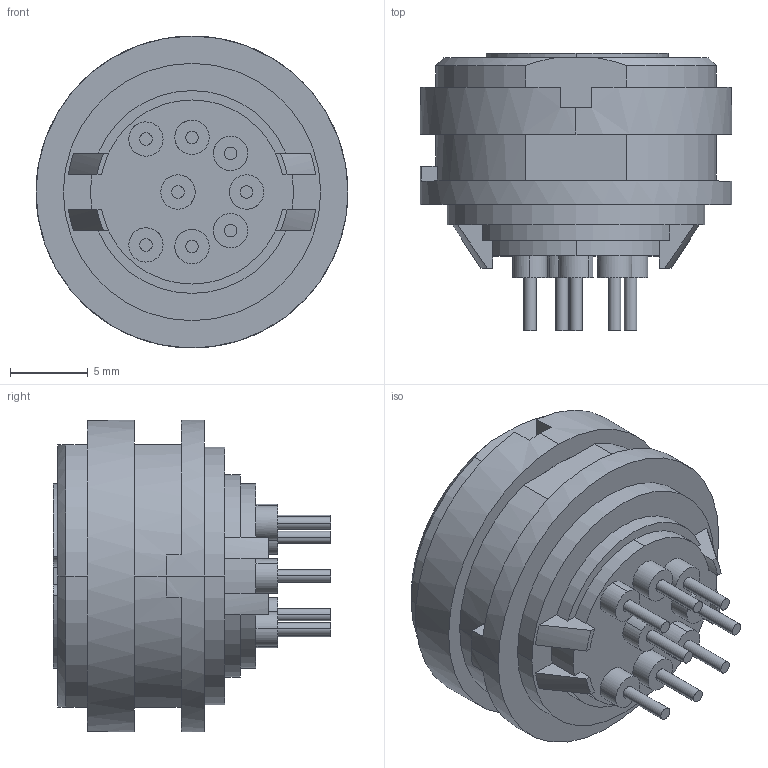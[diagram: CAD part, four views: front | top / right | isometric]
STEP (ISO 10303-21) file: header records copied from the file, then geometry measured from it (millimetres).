
FILE_DESCRIPTION(('CoCreate Modeling STEP Export'),'2;1');
FILE_NAME('model.stp','2010-07-15T15:04:50',(''),(''),'CoCreate Modeling STEP processor for AP214 (Solid Model)','CoCreate Modeling 16.00C 25-Feb-2009 (C) Parametric Technology GmbH','');
FILE_SCHEMA(('AUTOMOTIVE_DESIGN { 1 0 10303 214 1 1 1 1 }'));
Length unit declared in the file: millimetre
Products named in the file (1): KGR_80
Bounding box: 20 x 17.8 x 20 mm (x, y, z)
Volume: 2606.9 mm3; surface area: 2377.9 mm2
Topology: 1 solids, 1 shells, 159 faces, 389 edges, 261 vertices
Faces by surface type: cylinder 81, plane 64, cone 14
Entity records: 4905 total; most frequent: CARTESIAN_POINT 871, ORIENTED_EDGE 778, DIRECTION 572, EDGE_CURVE 389, VERTEX_POINT 261, AXIS2_PLACEMENT_3D 203, EDGE_LOOP 188, VECTOR 166
